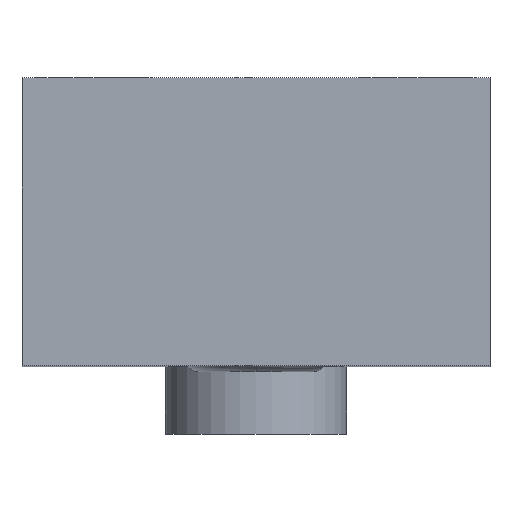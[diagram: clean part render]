
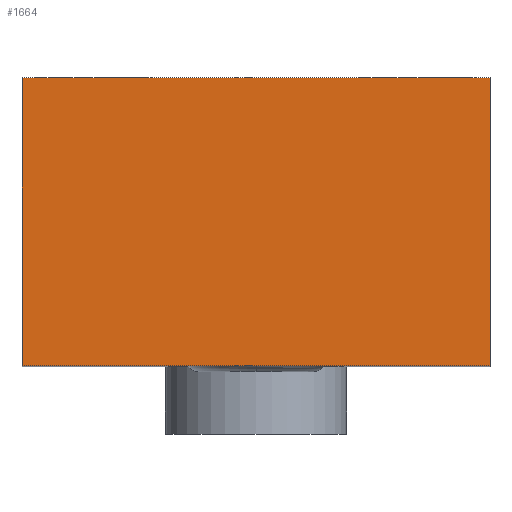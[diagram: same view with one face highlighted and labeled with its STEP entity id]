
A CAD part, top view. The second image highlights one B-rep face of the part: STEP entity #1664.
In plain terms, the highlighted planar face has unit normal (0, 0, 1).
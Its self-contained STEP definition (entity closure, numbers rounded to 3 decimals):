
#328=DIRECTION('',(1.,0.,0.));
#329=VECTOR('',#328,41.275);
#330=CARTESIAN_POINT('',(-20.638,0.,0.));
#331=LINE('',#330,#329);
#477=DIRECTION('',(0.,-1.,0.));
#478=VECTOR('',#477,25.4);
#479=CARTESIAN_POINT('',(-20.638,25.4,0.));
#480=LINE('',#479,#478);
#543=DIRECTION('',(0.,-1.,0.));
#544=VECTOR('',#543,25.4);
#545=CARTESIAN_POINT('',(20.638,25.4,0.));
#546=LINE('',#545,#544);
#564=DIRECTION('',(1.,0.,0.));
#565=VECTOR('',#564,41.275);
#566=CARTESIAN_POINT('',(-20.638,25.4,0.));
#567=LINE('',#566,#565);
#1185=CARTESIAN_POINT('',(-20.638,25.4,0.));
#1186=VERTEX_POINT('',#1185);
#1187=CARTESIAN_POINT('',(-20.638,0.,0.));
#1188=VERTEX_POINT('',#1187);
#1189=CARTESIAN_POINT('',(20.638,25.4,0.));
#1190=VERTEX_POINT('',#1189);
#1191=CARTESIAN_POINT('',(20.638,0.,0.));
#1192=VERTEX_POINT('',#1191);
#1652=CARTESIAN_POINT('',(-20.638,25.4,0.));
#1653=DIRECTION('',(0.,0.,1.));
#1654=DIRECTION('',(0.,-1.,0.));
#1655=AXIS2_PLACEMENT_3D('',#1652,#1653,#1654);
#1656=PLANE('',#1655);
#1657=ORIENTED_EDGE('',*,*,#1611,.F.);
#1659=ORIENTED_EDGE('',*,*,#1658,.T.);
#1660=ORIENTED_EDGE('',*,*,#1644,.T.);
#1661=ORIENTED_EDGE('',*,*,#1522,.F.);
#1662=EDGE_LOOP('',(#1657,#1659,#1660,#1661));
#1663=FACE_OUTER_BOUND('',#1662,.F.);
#1664=ADVANCED_FACE('',(#1663),#1656,.T.);
#1522=EDGE_CURVE('',#1188,#1192,#331,.T.);
#1611=EDGE_CURVE('',#1186,#1188,#480,.T.);
#1644=EDGE_CURVE('',#1190,#1192,#546,.T.);
#1658=EDGE_CURVE('',#1186,#1190,#567,.T.);
